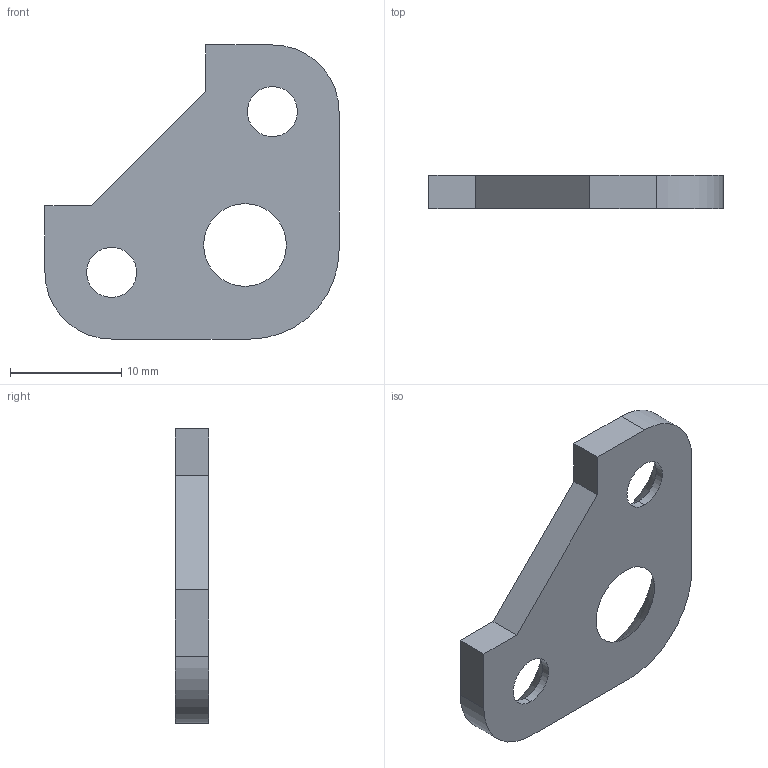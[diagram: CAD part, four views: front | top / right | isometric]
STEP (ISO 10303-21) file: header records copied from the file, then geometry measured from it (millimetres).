
FILE_DESCRIPTION (( 'STEP AP203' ), '1' );
FILE_NAME ('Corner Clamp (top).STEP', '2021-02-24T23:33:34', ( '' ), ( '' ), 'SwSTEP 2.0', 'SolidWorks 2018', '' );
FILE_SCHEMA (( 'CONFIG_CONTROL_DESIGN' ));
Length unit declared in the file: millimetre
Products named in the file (1): Corner Clamp (top)
Bounding box: 26.46 x 3 x 26.46 mm (x, y, z)
Volume: 1092.2 mm3; surface area: 1254.8 mm2
Topology: 1 solids, 1 shells, 22 faces, 56 edges, 36 vertices
Faces by surface type: plane 9, cylinder 7, cone 6
Entity records: 759 total; most frequent: DIRECTION 124, CARTESIAN_POINT 115, ORIENTED_EDGE 112, EDGE_CURVE 56, AXIS2_PLACEMENT_3D 45, VERTEX_POINT 36, LINE 34, VECTOR 34
